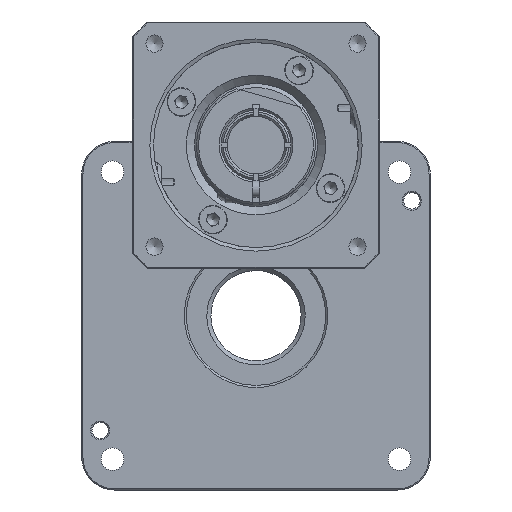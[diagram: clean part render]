
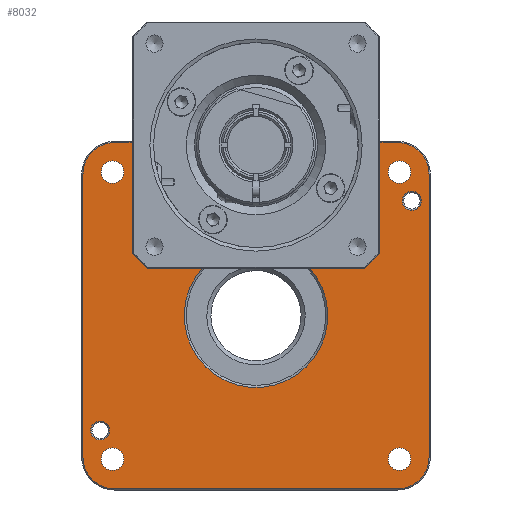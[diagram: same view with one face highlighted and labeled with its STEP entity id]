
A CAD part, front view. The second image highlights one B-rep face of the part: STEP entity #8032.
In plain terms, the highlighted planar face has unit normal (0, -1, 0).
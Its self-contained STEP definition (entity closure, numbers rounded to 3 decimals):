
#2184=CARTESIAN_POINT('',(-35.,0.,32.25));
#2185=VERTEX_POINT('',#2184);
#2186=CARTESIAN_POINT('',(-35.0,0.,35.0));
#2187=DIRECTION('',(0.0,-1.0,0.0));
#2188=DIRECTION('',(0.0,0.0,1.0));
#2189=AXIS2_PLACEMENT_3D('',#2186,#2187,#2188);
#2190=CIRCLE('',#2189,2.75);
#2191=EDGE_CURVE('',#2185,#2185,#2190,.T.);
#2212=CARTESIAN_POINT('',(35.,0.,32.25));
#2213=VERTEX_POINT('',#2212);
#2214=CARTESIAN_POINT('',(35.0,0.,35.0));
#2215=DIRECTION('',(0.0,-1.0,0.0));
#2216=DIRECTION('',(0.0,0.0,1.0));
#2217=AXIS2_PLACEMENT_3D('',#2214,#2215,#2216);
#2218=CIRCLE('',#2217,2.75);
#2219=EDGE_CURVE('',#2213,#2213,#2218,.T.);
#2240=CARTESIAN_POINT('',(-35.,0.,-37.75));
#2241=VERTEX_POINT('',#2240);
#2242=CARTESIAN_POINT('',(-35.0,0.,-35.0));
#2243=DIRECTION('',(0.0,-1.0,0.0));
#2244=DIRECTION('',(0.0,0.0,1.0));
#2245=AXIS2_PLACEMENT_3D('',#2242,#2243,#2244);
#2246=CIRCLE('',#2245,2.75);
#2247=EDGE_CURVE('',#2241,#2241,#2246,.T.);
#2268=CARTESIAN_POINT('',(35.,0.,-37.75));
#2269=VERTEX_POINT('',#2268);
#2270=CARTESIAN_POINT('',(35.0,0.,-35.0));
#2271=DIRECTION('',(0.0,-1.0,0.0));
#2272=DIRECTION('',(0.0,0.0,1.0));
#2273=AXIS2_PLACEMENT_3D('',#2270,#2271,#2272);
#2274=CIRCLE('',#2273,2.75);
#2275=EDGE_CURVE('',#2269,#2269,#2274,.T.);
#2417=CARTESIAN_POINT('',(38.0,0.,30.3));
#2418=VERTEX_POINT('',#2417);
#2419=CARTESIAN_POINT('',(38.0,0.,28.));
#2420=DIRECTION('',(0.0,1.0,0.0));
#2421=DIRECTION('',(0.0,0.0,1.0));
#2422=AXIS2_PLACEMENT_3D('',#2419,#2420,#2421);
#2423=CIRCLE('',#2422,2.3);
#2424=EDGE_CURVE('',#2418,#2418,#2423,.T.);
#2457=CARTESIAN_POINT('',(-38.0,0.,-25.7));
#2458=VERTEX_POINT('',#2457);
#2459=CARTESIAN_POINT('',(-38.0,0.,-28.));
#2460=DIRECTION('',(0.0,1.0,0.0));
#2461=DIRECTION('',(0.0,0.0,1.0));
#2462=AXIS2_PLACEMENT_3D('',#2459,#2460,#2461);
#2463=CIRCLE('',#2462,2.3);
#2464=EDGE_CURVE('',#2458,#2458,#2463,.T.);
#2537=CARTESIAN_POINT('',(-5.34,0.,16.665));
#2538=VERTEX_POINT('',#2537);
#2539=CARTESIAN_POINT('',(5.34,0.,16.665));
#2540=VERTEX_POINT('',#2539);
#2548=CARTESIAN_POINT('',(0.0,0.0,0.0));
#2549=DIRECTION('',(0.0,1.0,0.0));
#2550=DIRECTION('',(0.0,0.0,1.0));
#2551=AXIS2_PLACEMENT_3D('',#2548,#2549,#2550);
#2552=CIRCLE('',#2551,17.5);
#2553=EDGE_CURVE('',#2540,#2538,#2552,.T.);
#3631=CARTESIAN_POINT('',(0.,0.0,41.6));
#3632=DIRECTION('',(0.0,1.0,0.0));
#3633=DIRECTION('',(0.,0.0,-1.));
#3634=AXIS2_PLACEMENT_3D('',#3631,#3632,#3633);
#3635=CIRCLE('',#3634,25.5);
#3636=EDGE_CURVE('',#2538,#2540,#3635,.T.);
#6490=CARTESIAN_POINT('',(31.247,0.,42.2));
#6491=VERTEX_POINT('',#6490);
#6498=CARTESIAN_POINT('',(34.5,0.,42.2));
#6499=VERTEX_POINT('',#6498);
#6500=CARTESIAN_POINT('',(34.5,0.,42.2));
#6501=DIRECTION('',(-1.0,0.0,0.0));
#6502=VECTOR('',#6501,3.253);
#6503=LINE('',#6500,#6502);
#6504=EDGE_CURVE('',#6499,#6491,#6503,.T.);
#6528=CARTESIAN_POINT('',(42.2,0.,34.5));
#6529=VERTEX_POINT('',#6528);
#6546=CARTESIAN_POINT('',(34.5,0.,34.5));
#6547=DIRECTION('',(0.0,-1.0,0.0));
#6548=DIRECTION('',(0.0,0.0,1.0));
#6549=AXIS2_PLACEMENT_3D('',#6546,#6547,#6548);
#6550=CIRCLE('',#6549,7.7);
#6551=EDGE_CURVE('',#6529,#6499,#6550,.T.);
#6561=CARTESIAN_POINT('',(25.095,0.,47.142));
#6562=VERTEX_POINT('',#6561);
#6569=CARTESIAN_POINT('',(31.247,0.,48.5));
#6570=DIRECTION('',(0.0,1.0,0.0));
#6571=DIRECTION('',(0.0,0.0,1.0));
#6572=AXIS2_PLACEMENT_3D('',#6569,#6570,#6571);
#6573=CIRCLE('',#6572,6.3);
#6574=EDGE_CURVE('',#6491,#6562,#6573,.T.);
#6592=CARTESIAN_POINT('',(42.2,0.,-34.5));
#6593=VERTEX_POINT('',#6592);
#6609=CARTESIAN_POINT('',(42.2,0.,-34.5));
#6610=DIRECTION('',(0.0,0.0,1.0));
#6611=VECTOR('',#6610,69.0);
#6612=LINE('',#6609,#6611);
#6613=EDGE_CURVE('',#6593,#6529,#6612,.T.);
#6623=CARTESIAN_POINT('',(-25.095,0.,47.142));
#6624=VERTEX_POINT('',#6623);
#6631=CARTESIAN_POINT('',(0.0,0.0,41.6));
#6632=DIRECTION('',(0.0,-1.0,0.0));
#6633=DIRECTION('',(0.0,0.0,1.0));
#6634=AXIS2_PLACEMENT_3D('',#6631,#6632,#6633);
#6635=CIRCLE('',#6634,25.7);
#6636=EDGE_CURVE('',#6562,#6624,#6635,.T.);
#6648=CARTESIAN_POINT('',(34.5,0.,-42.2));
#6649=VERTEX_POINT('',#6648);
#6666=CARTESIAN_POINT('',(34.5,0.,-34.5));
#6667=DIRECTION('',(0.0,-1.0,0.0));
#6668=DIRECTION('',(0.0,0.0,1.0));
#6669=AXIS2_PLACEMENT_3D('',#6666,#6667,#6668);
#6670=CIRCLE('',#6669,7.7);
#6671=EDGE_CURVE('',#6649,#6593,#6670,.T.);
#6683=CARTESIAN_POINT('',(-31.247,0.,42.2));
#6684=VERTEX_POINT('',#6683);
#6691=CARTESIAN_POINT('',(-31.247,0.,48.5));
#6692=DIRECTION('',(0.0,1.0,0.0));
#6693=DIRECTION('',(0.0,0.0,1.0));
#6694=AXIS2_PLACEMENT_3D('',#6691,#6692,#6693);
#6695=CIRCLE('',#6694,6.3);
#6696=EDGE_CURVE('',#6624,#6684,#6695,.T.);
#6714=CARTESIAN_POINT('',(-34.5,0.,-42.2));
#6715=VERTEX_POINT('',#6714);
#6731=CARTESIAN_POINT('',(-34.5,0.,-42.2));
#6732=DIRECTION('',(1.0,0.0,0.0));
#6733=VECTOR('',#6732,69.);
#6734=LINE('',#6731,#6733);
#6735=EDGE_CURVE('',#6715,#6649,#6734,.T.);
#6747=CARTESIAN_POINT('',(-34.5,0.,42.2));
#6748=VERTEX_POINT('',#6747);
#6755=CARTESIAN_POINT('',(-31.247,0.,42.2));
#6756=DIRECTION('',(-1.0,0.0,0.0));
#6757=VECTOR('',#6756,3.253);
#6758=LINE('',#6755,#6757);
#6759=EDGE_CURVE('',#6684,#6748,#6758,.T.);
#6776=CARTESIAN_POINT('',(-42.2,0.,-34.5));
#6777=VERTEX_POINT('',#6776);
#6794=CARTESIAN_POINT('',(-34.5,0.,-34.5));
#6795=DIRECTION('',(0.0,-1.0,0.0));
#6796=DIRECTION('',(0.0,0.0,1.0));
#6797=AXIS2_PLACEMENT_3D('',#6794,#6795,#6796);
#6798=CIRCLE('',#6797,7.7);
#6799=EDGE_CURVE('',#6777,#6715,#6798,.T.);
#6811=CARTESIAN_POINT('',(-42.2,0.,34.5));
#6812=VERTEX_POINT('',#6811);
#6819=CARTESIAN_POINT('',(-34.5,0.,34.5));
#6820=DIRECTION('',(0.0,-1.0,0.0));
#6821=DIRECTION('',(0.0,0.0,1.0));
#6822=AXIS2_PLACEMENT_3D('',#6819,#6820,#6821);
#6823=CIRCLE('',#6822,7.7);
#6824=EDGE_CURVE('',#6748,#6812,#6823,.T.);
#6843=CARTESIAN_POINT('',(-42.2,0.,34.5));
#6844=DIRECTION('',(0.0,0.0,-1.0));
#6845=VECTOR('',#6844,69.0);
#6846=LINE('',#6843,#6845);
#6847=EDGE_CURVE('',#6812,#6777,#6846,.T.);
#7991=CARTESIAN_POINT('',(0.0,0.0,0.0));
#7992=DIRECTION('',(0.0,-1.0,0.0));
#7993=DIRECTION('',(0.0,0.0,-1.0));
#7994=AXIS2_PLACEMENT_3D('',#7991,#7992,#7993);
#7995=PLANE('',#7994);
#7996=ORIENTED_EDGE('',*,*,#6551,.T.);
#7997=ORIENTED_EDGE('',*,*,#6504,.T.);
#7998=ORIENTED_EDGE('',*,*,#6574,.T.);
#7999=ORIENTED_EDGE('',*,*,#6636,.T.);
#8000=ORIENTED_EDGE('',*,*,#6696,.T.);
#8001=ORIENTED_EDGE('',*,*,#6759,.T.);
#8002=ORIENTED_EDGE('',*,*,#6824,.T.);
#8003=ORIENTED_EDGE('',*,*,#6847,.T.);
#8004=ORIENTED_EDGE('',*,*,#6799,.T.);
#8005=ORIENTED_EDGE('',*,*,#6735,.T.);
#8006=ORIENTED_EDGE('',*,*,#6671,.T.);
#8007=ORIENTED_EDGE('',*,*,#6613,.T.);
#8008=EDGE_LOOP('',(#7996,#7997,#7998,#7999,#8000,#8001,#8002,#8003,#8004,#8005,#8006,#8007));
#8009=FACE_OUTER_BOUND('',#8008,.T.);
#8010=ORIENTED_EDGE('',*,*,#2553,.T.);
#8011=ORIENTED_EDGE('',*,*,#3636,.T.);
#8012=EDGE_LOOP('',(#8010,#8011));
#8013=FACE_BOUND('',#8012,.T.);
#8014=ORIENTED_EDGE('',*,*,#2424,.T.);
#8015=EDGE_LOOP('',(#8014));
#8016=FACE_BOUND('',#8015,.T.);
#8017=ORIENTED_EDGE('',*,*,#2464,.T.);
#8018=EDGE_LOOP('',(#8017));
#8019=FACE_BOUND('',#8018,.T.);
#8020=ORIENTED_EDGE('',*,*,#2247,.F.);
#8021=EDGE_LOOP('',(#8020));
#8022=FACE_BOUND('',#8021,.T.);
#8023=ORIENTED_EDGE('',*,*,#2275,.F.);
#8024=EDGE_LOOP('',(#8023));
#8025=FACE_BOUND('',#8024,.T.);
#8026=ORIENTED_EDGE('',*,*,#2219,.F.);
#8027=EDGE_LOOP('',(#8026));
#8028=FACE_BOUND('',#8027,.T.);
#8029=ORIENTED_EDGE('',*,*,#2191,.F.);
#8030=EDGE_LOOP('',(#8029));
#8031=FACE_BOUND('',#8030,.T.);
#8032=ADVANCED_FACE('',(#8009,#8013,#8016,#8019,#8022,#8025,#8028,#8031),#7995,.T.);
